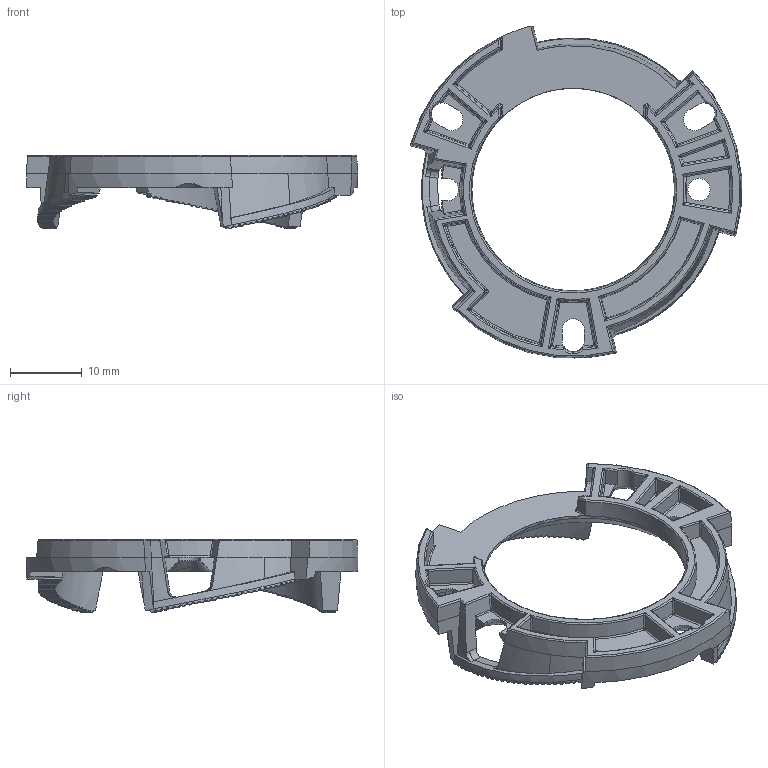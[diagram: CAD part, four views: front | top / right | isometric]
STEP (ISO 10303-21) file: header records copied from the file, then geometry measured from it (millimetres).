
FILE_DESCRIPTION(('STEP AP214'),'1');
FILE_NAME('LLH79ZB5 - Molex.stp','2018-03-02T13:45:14',(' '),(' '),'Spatial InterOp 3D',' ',' ');
FILE_SCHEMA(('AUTOMOTIVE_DESIGN { 1 0 10303 214 1 1 1 1 }'));
Length unit declared in the file: millimetre
Products named in the file (1): LLH79ZB5 - Molex
Bounding box: 46.07 x 46.18 x 10.16 mm (x, y, z)
Volume: 2721.8 mm3; surface area: 3702.9 mm2
Topology: 1 solids, 1 shells, 729 faces, 1956 edges, 1156 vertices
Faces by surface type: cylinder 228, plane 226, bspline 143, torus 53, cone 45, sphere 34
Full cylindrical faces by diameter (mm): 3.1 x1, 28.2 x1
Entity records: 38192 total; most frequent: CARTESIAN_POINT 16430, ORIENTED_EDGE 3760, DIRECTION 2769, EDGE_CURVE 1880, VERTEX_POINT 1153, AXIS2_PLACEMENT_3D 1130, B_SPLINE_CURVE_WITH_KNOTS 828, EDGE_LOOP 741
